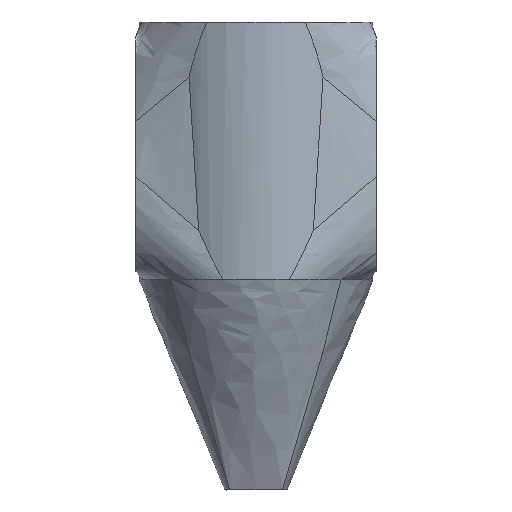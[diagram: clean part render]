
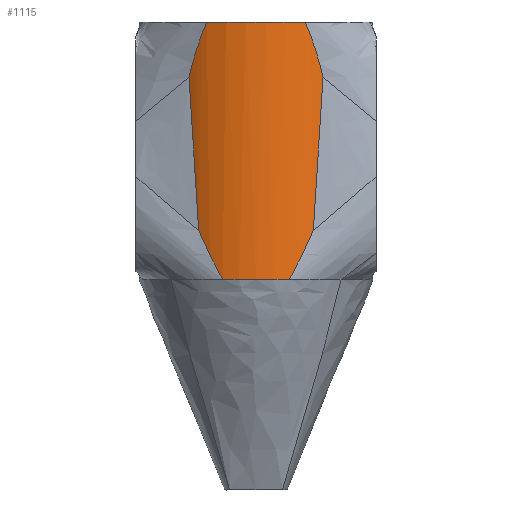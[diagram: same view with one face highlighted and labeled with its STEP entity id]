
A CAD part, top view. The second image highlights one B-rep face of the part: STEP entity #1115.
In plain terms, the highlighted cylindrical face has radius 75 mm (diameter 150 mm), a partial arc.
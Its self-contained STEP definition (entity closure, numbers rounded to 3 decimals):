
#46=CIRCLE('',#1171,75.);
#51=CIRCLE('',#1183,75.);
#63=CYLINDRICAL_SURFACE('',#1182,75.);
#146=FACE_OUTER_BOUND('',#210,.T.);
#210=EDGE_LOOP('',(#943,#944,#945,#946,#947,#948,#949,#950));
#384=B_SPLINE_CURVE_WITH_KNOTS('',3,(#6747,#6748,#6749,#6750,#6751,#6752,
#6753,#6754),.UNSPECIFIED.,.F.,.F.,(4,2,2,4),(-0.004,0.,0.599,
3.604),.UNSPECIFIED.);
#385=B_SPLINE_CURVE_WITH_KNOTS('',3,(#6853,#6854,#6855,#6856,#6857,#6858),
 .UNSPECIFIED.,.F.,.F.,(4,2,4),(0.,5.04,9.642),
 .UNSPECIFIED.);
#386=B_SPLINE_CURVE_WITH_KNOTS('',3,(#7043,#7044,#7045,#7046,#7047,#7048,
#7049,#7050),.UNSPECIFIED.,.F.,.F.,(4,2,2,4),(0.,1.788,3.753,
3.756),.UNSPECIFIED.);
#402=B_SPLINE_CURVE_WITH_KNOTS('',3,(#9663,#9664,#9665,#9666,#9667,#9668,
#9669,#9670),.UNSPECIFIED.,.F.,.F.,(4,2,2,4),(-3.831,-2.006,
0.,0.003),.UNSPECIFIED.);
#403=B_SPLINE_CURVE_WITH_KNOTS('',3,(#9672,#9673,#9674,#9675,#9676,#9677),
 .UNSPECIFIED.,.F.,.F.,(4,2,4),(-9.876,-4.617,0.),
 .UNSPECIFIED.);
#404=B_SPLINE_CURVE_WITH_KNOTS('',3,(#9678,#9679,#9680,#9681,#9682,#9683,
#9684,#9685),.UNSPECIFIED.,.F.,.F.,(4,2,2,4),(-3.439,-3.435,
-2.864,0.),.UNSPECIFIED.);
#480=VERTEX_POINT('',#6745);
#481=VERTEX_POINT('',#6746);
#486=VERTEX_POINT('',#6852);
#488=VERTEX_POINT('',#7042);
#501=VERTEX_POINT('',#8072);
#512=VERTEX_POINT('',#9660);
#513=VERTEX_POINT('',#9662);
#514=VERTEX_POINT('',#9671);
#618=EDGE_CURVE('',#480,#481,#384,.T.);
#624=EDGE_CURVE('',#481,#486,#385,.T.);
#627=EDGE_CURVE('',#486,#488,#386,.T.);
#648=EDGE_CURVE('',#501,#480,#46,.T.);
#670=EDGE_CURVE('',#488,#512,#51,.T.);
#671=EDGE_CURVE('',#513,#512,#402,.T.);
#672=EDGE_CURVE('',#514,#513,#403,.T.);
#673=EDGE_CURVE('',#501,#514,#404,.T.);
#943=ORIENTED_EDGE('',*,*,#627,.T.);
#944=ORIENTED_EDGE('',*,*,#670,.T.);
#945=ORIENTED_EDGE('',*,*,#671,.F.);
#946=ORIENTED_EDGE('',*,*,#672,.F.);
#947=ORIENTED_EDGE('',*,*,#673,.F.);
#948=ORIENTED_EDGE('',*,*,#648,.T.);
#949=ORIENTED_EDGE('',*,*,#618,.T.);
#950=ORIENTED_EDGE('',*,*,#624,.T.);
#1115=ADVANCED_FACE('',(#146),#63,.T.);
#1171=AXIS2_PLACEMENT_3D('',#8073,#1278,#1279);
#1182=AXIS2_PLACEMENT_3D('',#9659,#1309,#1310);
#1183=AXIS2_PLACEMENT_3D('',#9661,#1311,#1312);
#1278=DIRECTION('center_axis',(0.,1.,0.));
#1279=DIRECTION('ref_axis',(-0.98,0.,-0.2));
#1309=DIRECTION('center_axis',(0.,-1.,0.));
#1310=DIRECTION('ref_axis',(0.98,0.,-0.2));
#1311=DIRECTION('center_axis',(0.,-1.,0.));
#1312=DIRECTION('ref_axis',(0.98,0.,-0.2));
#6745=CARTESIAN_POINT('',(21.387,135.,71.886));
#6746=CARTESIAN_POINT('',(36.757,166.305,65.375));
#6747=CARTESIAN_POINT('Ctrl Pts',(21.387,135.,71.886));
#6748=CARTESIAN_POINT('Ctrl Pts',(21.393,135.011,71.884));
#6749=CARTESIAN_POINT('Ctrl Pts',(21.4,135.023,71.882));
#6750=CARTESIAN_POINT('Ctrl Pts',(22.387,136.75,71.588));
#6751=CARTESIAN_POINT('Ctrl Pts',(23.354,138.479,71.278));
#6752=CARTESIAN_POINT('Ctrl Pts',(29.035,148.883,69.333));
#6753=CARTESIAN_POINT('Ctrl Pts',(33.187,157.681,67.382));
#6754=CARTESIAN_POINT('Ctrl Pts',(36.757,166.305,65.375));
#6852=CARTESIAN_POINT('',(42.986,264.376,61.459));
#6853=CARTESIAN_POINT('Ctrl Pts',(36.757,166.305,65.375));
#6854=CARTESIAN_POINT('Ctrl Pts',(37.412,183.088,65.007));
#6855=CARTESIAN_POINT('Ctrl Pts',(38.37,200.594,64.454));
#6856=CARTESIAN_POINT('Ctrl Pts',(40.415,232.443,63.19));
#6857=CARTESIAN_POINT('Ctrl Pts',(41.6,248.692,62.428));
#6858=CARTESIAN_POINT('Ctrl Pts',(42.986,264.376,61.459));
#7042=CARTESIAN_POINT('',(31.583,300.,68.026));
#7043=CARTESIAN_POINT('Ctrl Pts',(42.986,264.376,61.459));
#7044=CARTESIAN_POINT('Ctrl Pts',(41.708,270.128,62.353));
#7045=CARTESIAN_POINT('Ctrl Pts',(40.175,275.929,63.366));
#7046=CARTESIAN_POINT('Ctrl Pts',(36.413,287.879,65.608));
#7047=CARTESIAN_POINT('Ctrl Pts',(34.165,293.919,66.827));
#7048=CARTESIAN_POINT('Ctrl Pts',(31.59,299.984,68.023));
#7049=CARTESIAN_POINT('Ctrl Pts',(31.587,299.992,68.024));
#7050=CARTESIAN_POINT('Ctrl Pts',(31.583,300.,68.026));
#8072=CARTESIAN_POINT('',(-21.387,135.,71.886));
#8073=CARTESIAN_POINT('Origin',(0.,135.,0.));
#9659=CARTESIAN_POINT('Origin',(0.,300.,0.));
#9660=CARTESIAN_POINT('',(-31.583,300.,68.026));
#9661=CARTESIAN_POINT('Origin',(0.,300.,0.));
#9662=CARTESIAN_POINT('',(-42.986,264.376,61.459));
#9663=CARTESIAN_POINT('Ctrl Pts',(-42.986,264.376,61.459));
#9664=CARTESIAN_POINT('Ctrl Pts',(-41.708,270.128,62.353));
#9665=CARTESIAN_POINT('Ctrl Pts',(-40.175,275.929,63.366));
#9666=CARTESIAN_POINT('Ctrl Pts',(-36.413,287.879,65.608));
#9667=CARTESIAN_POINT('Ctrl Pts',(-34.165,293.919,66.827));
#9668=CARTESIAN_POINT('Ctrl Pts',(-31.59,299.984,68.023));
#9669=CARTESIAN_POINT('Ctrl Pts',(-31.587,299.992,68.024));
#9670=CARTESIAN_POINT('Ctrl Pts',(-31.583,300.,68.026));
#9671=CARTESIAN_POINT('',(-36.757,166.305,65.375));
#9672=CARTESIAN_POINT('Ctrl Pts',(-36.757,166.305,65.375));
#9673=CARTESIAN_POINT('Ctrl Pts',(-37.427,183.452,64.999));
#9674=CARTESIAN_POINT('Ctrl Pts',(-38.411,201.359,64.43));
#9675=CARTESIAN_POINT('Ctrl Pts',(-40.479,233.334,63.148));
#9676=CARTESIAN_POINT('Ctrl Pts',(-41.634,249.073,62.405));
#9677=CARTESIAN_POINT('Ctrl Pts',(-42.986,264.376,61.459));
#9678=CARTESIAN_POINT('Ctrl Pts',(-21.387,135.,71.886));
#9679=CARTESIAN_POINT('Ctrl Pts',(-21.393,135.011,71.884));
#9680=CARTESIAN_POINT('Ctrl Pts',(-21.4,135.023,71.882));
#9681=CARTESIAN_POINT('Ctrl Pts',(-22.387,136.75,71.588));
#9682=CARTESIAN_POINT('Ctrl Pts',(-23.354,138.479,71.278));
#9683=CARTESIAN_POINT('Ctrl Pts',(-29.035,148.883,69.333));
#9684=CARTESIAN_POINT('Ctrl Pts',(-33.187,157.681,67.382));
#9685=CARTESIAN_POINT('Ctrl Pts',(-36.757,166.305,65.375));
